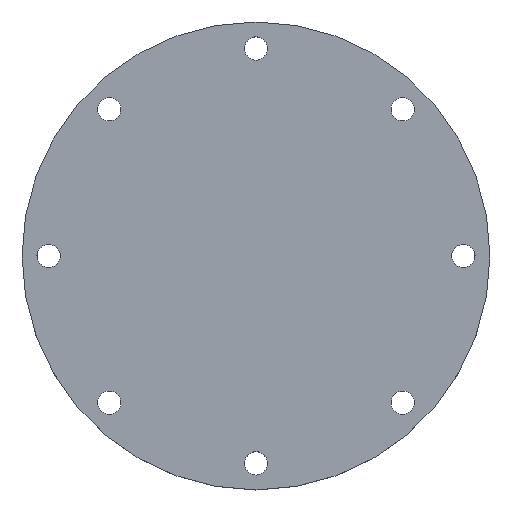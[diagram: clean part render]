
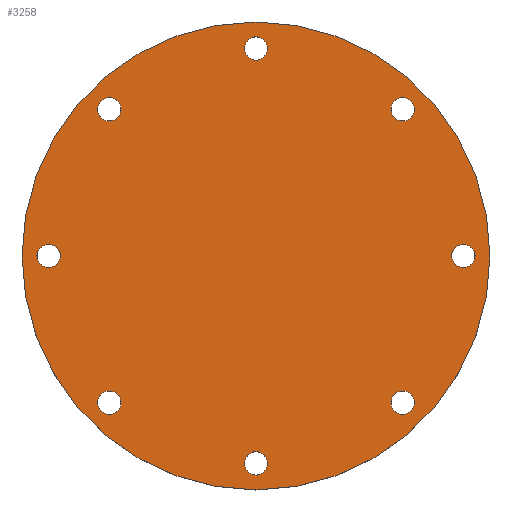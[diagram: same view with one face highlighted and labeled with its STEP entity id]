
A CAD part, top view. The second image highlights one B-rep face of the part: STEP entity #3258.
In plain terms, the highlighted planar face has unit normal (0, 0, 1).
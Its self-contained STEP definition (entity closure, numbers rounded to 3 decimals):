
#194=FACE_BOUND('',#780,.T.);
#195=FACE_BOUND('',#781,.T.);
#196=FACE_BOUND('',#782,.T.);
#197=FACE_BOUND('',#783,.T.);
#198=FACE_BOUND('',#784,.T.);
#199=FACE_BOUND('',#785,.T.);
#200=FACE_BOUND('',#786,.T.);
#201=FACE_BOUND('',#787,.T.);
#241=CIRCLE('',#3520,2.25);
#243=CIRCLE('',#3523,2.25);
#245=CIRCLE('',#3526,2.25);
#247=CIRCLE('',#3529,2.25);
#249=CIRCLE('',#3532,2.25);
#251=CIRCLE('',#3535,2.25);
#253=CIRCLE('',#3538,2.25);
#255=CIRCLE('',#3541,2.25);
#257=CIRCLE('',#3544,45.251);
#587=FACE_OUTER_BOUND('',#779,.T.);
#779=EDGE_LOOP('',(#2289));
#780=EDGE_LOOP('',(#2290));
#781=EDGE_LOOP('',(#2291));
#782=EDGE_LOOP('',(#2292));
#783=EDGE_LOOP('',(#2293));
#784=EDGE_LOOP('',(#2294));
#785=EDGE_LOOP('',(#2295));
#786=EDGE_LOOP('',(#2296));
#787=EDGE_LOOP('',(#2297));
#1355=VERTEX_POINT('',#4718);
#1357=VERTEX_POINT('',#4724);
#1359=VERTEX_POINT('',#4730);
#1361=VERTEX_POINT('',#4736);
#1363=VERTEX_POINT('',#4742);
#1365=VERTEX_POINT('',#4748);
#1367=VERTEX_POINT('',#4754);
#1369=VERTEX_POINT('',#4760);
#1371=VERTEX_POINT('',#4766);
#1704=EDGE_CURVE('',#1355,#1355,#241,.T.);
#1707=EDGE_CURVE('',#1357,#1357,#243,.T.);
#1710=EDGE_CURVE('',#1359,#1359,#245,.T.);
#1713=EDGE_CURVE('',#1361,#1361,#247,.T.);
#1716=EDGE_CURVE('',#1363,#1363,#249,.T.);
#1719=EDGE_CURVE('',#1365,#1365,#251,.T.);
#1722=EDGE_CURVE('',#1367,#1367,#253,.T.);
#1725=EDGE_CURVE('',#1369,#1369,#255,.T.);
#1728=EDGE_CURVE('',#1371,#1371,#257,.T.);
#2289=ORIENTED_EDGE('',*,*,#1728,.T.);
#2290=ORIENTED_EDGE('',*,*,#1725,.T.);
#2291=ORIENTED_EDGE('',*,*,#1722,.T.);
#2292=ORIENTED_EDGE('',*,*,#1719,.T.);
#2293=ORIENTED_EDGE('',*,*,#1716,.T.);
#2294=ORIENTED_EDGE('',*,*,#1713,.T.);
#2295=ORIENTED_EDGE('',*,*,#1710,.T.);
#2296=ORIENTED_EDGE('',*,*,#1707,.T.);
#2297=ORIENTED_EDGE('',*,*,#1704,.T.);
#3193=PLANE('',#3546);
#3258=ADVANCED_FACE('',(#587,#194,#195,#196,#197,#198,#199,#200,#201),#3193,
 .T.);
#3520=AXIS2_PLACEMENT_3D('',#4719,#3870,#3871);
#3523=AXIS2_PLACEMENT_3D('',#4725,#3877,#3878);
#3526=AXIS2_PLACEMENT_3D('',#4731,#3884,#3885);
#3529=AXIS2_PLACEMENT_3D('',#4737,#3891,#3892);
#3532=AXIS2_PLACEMENT_3D('',#4743,#3898,#3899);
#3535=AXIS2_PLACEMENT_3D('',#4749,#3905,#3906);
#3538=AXIS2_PLACEMENT_3D('',#4755,#3912,#3913);
#3541=AXIS2_PLACEMENT_3D('',#4761,#3919,#3920);
#3544=AXIS2_PLACEMENT_3D('',#4767,#3926,#3927);
#3546=AXIS2_PLACEMENT_3D('',#4771,#3931,#3932);
#3870=DIRECTION('center_axis',(0.,0.,-1.));
#3871=DIRECTION('ref_axis',(1.,0.,0.));
#3877=DIRECTION('center_axis',(0.,0.,-1.));
#3878=DIRECTION('ref_axis',(1.,0.,0.));
#3884=DIRECTION('center_axis',(0.,0.,-1.));
#3885=DIRECTION('ref_axis',(1.,0.,0.));
#3891=DIRECTION('center_axis',(0.,0.,-1.));
#3892=DIRECTION('ref_axis',(1.,0.,0.));
#3898=DIRECTION('center_axis',(0.,0.,-1.));
#3899=DIRECTION('ref_axis',(1.,0.,0.));
#3905=DIRECTION('center_axis',(0.,0.,-1.));
#3906=DIRECTION('ref_axis',(1.,0.,0.));
#3912=DIRECTION('center_axis',(0.,0.,-1.));
#3913=DIRECTION('ref_axis',(1.,0.,0.));
#3919=DIRECTION('center_axis',(0.,0.,-1.));
#3920=DIRECTION('ref_axis',(1.,0.,0.));
#3926=DIRECTION('center_axis',(0.,0.,1.));
#3927=DIRECTION('ref_axis',(1.,0.,0.));
#3931=DIRECTION('center_axis',(0.,0.,1.));
#3932=DIRECTION('ref_axis',(1.,0.,0.));
#4718=CARTESIAN_POINT('',(26.123,28.373,22.5));
#4719=CARTESIAN_POINT('Origin',(28.373,28.373,22.5));
#4724=CARTESIAN_POINT('',(-30.623,28.373,22.5));
#4725=CARTESIAN_POINT('Origin',(-28.373,28.373,22.5));
#4730=CARTESIAN_POINT('',(37.876,0.,22.5));
#4731=CARTESIAN_POINT('Origin',(40.126,0.,
22.5));
#4736=CARTESIAN_POINT('',(-2.25,-40.126,22.5));
#4737=CARTESIAN_POINT('Origin',(0.,-40.126,
22.5));
#4742=CARTESIAN_POINT('',(26.123,-28.373,22.5));
#4743=CARTESIAN_POINT('Origin',(28.373,-28.373,22.5));
#4748=CARTESIAN_POINT('',(-30.623,-28.373,22.5));
#4749=CARTESIAN_POINT('Origin',(-28.373,-28.373,22.5));
#4754=CARTESIAN_POINT('',(-42.376,0.,22.5));
#4755=CARTESIAN_POINT('Origin',(-40.126,0.,
22.5));
#4760=CARTESIAN_POINT('',(-2.25,40.126,22.5));
#4761=CARTESIAN_POINT('Origin',(0.,40.126,
22.5));
#4766=CARTESIAN_POINT('',(-45.251,0.,22.5));
#4767=CARTESIAN_POINT('Origin',(0.,0.,22.5));
#4771=CARTESIAN_POINT('Origin',(0.,0.,22.5));
